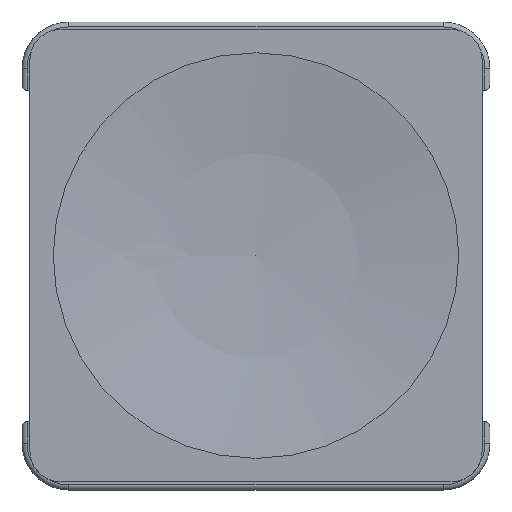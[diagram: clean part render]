
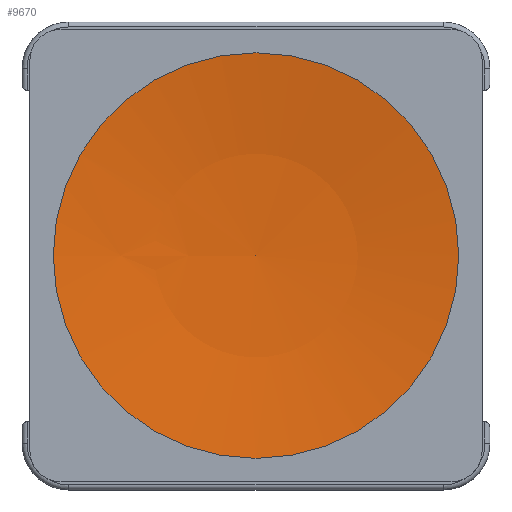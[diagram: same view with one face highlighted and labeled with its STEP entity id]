
A CAD part, top view. The second image highlights one B-rep face of the part: STEP entity #9670.
In plain terms, the highlighted spherical face has radius 42.5 mm.
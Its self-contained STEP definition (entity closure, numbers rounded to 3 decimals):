
#25=SPHERICAL_SURFACE('',#10392,42.5);
#399=CIRCLE('',#10393,6.5);
#400=CIRCLE('',#10394,42.5);
#1014=FACE_OUTER_BOUND('',#1566,.T.);
#1566=EDGE_LOOP('',(#8748,#8749,#8750));
#4642=VERTEX_POINT('',#17419);
#4643=VERTEX_POINT('',#17421);
#6014=EDGE_CURVE('',#4642,#4642,#399,.T.);
#6015=EDGE_CURVE('',#4643,#4642,#400,.T.);
#8748=ORIENTED_EDGE('',*,*,#6014,.F.);
#8749=ORIENTED_EDGE('',*,*,#6015,.F.);
#8750=ORIENTED_EDGE('',*,*,#6015,.T.);
#9670=ADVANCED_FACE('',(#1014),#25,.F.);
#10392=AXIS2_PLACEMENT_3D('',#17418,#12883,#12884);
#10393=AXIS2_PLACEMENT_3D('',#17420,#12885,#12886);
#10394=AXIS2_PLACEMENT_3D('',#17422,#12887,#12888);
#12883=DIRECTION('center_axis',(0.,0.,1.));
#12884=DIRECTION('ref_axis',(1.,0.,0.));
#12885=DIRECTION('center_axis',(0.,0.,-1.));
#12886=DIRECTION('ref_axis',(0.,1.,0.));
#12887=DIRECTION('center_axis',(0.,1.,0.));
#12888=DIRECTION('ref_axis',(-1.,0.,0.));
#17418=CARTESIAN_POINT('Origin',(0.,0.,44.5));
#17419=CARTESIAN_POINT('',(-6.5,0.,2.5));
#17420=CARTESIAN_POINT('Origin',(0.,0.,2.5));
#17421=CARTESIAN_POINT('',(0.,0.,
2.));
#17422=CARTESIAN_POINT('Origin',(0.,0.,44.5));
